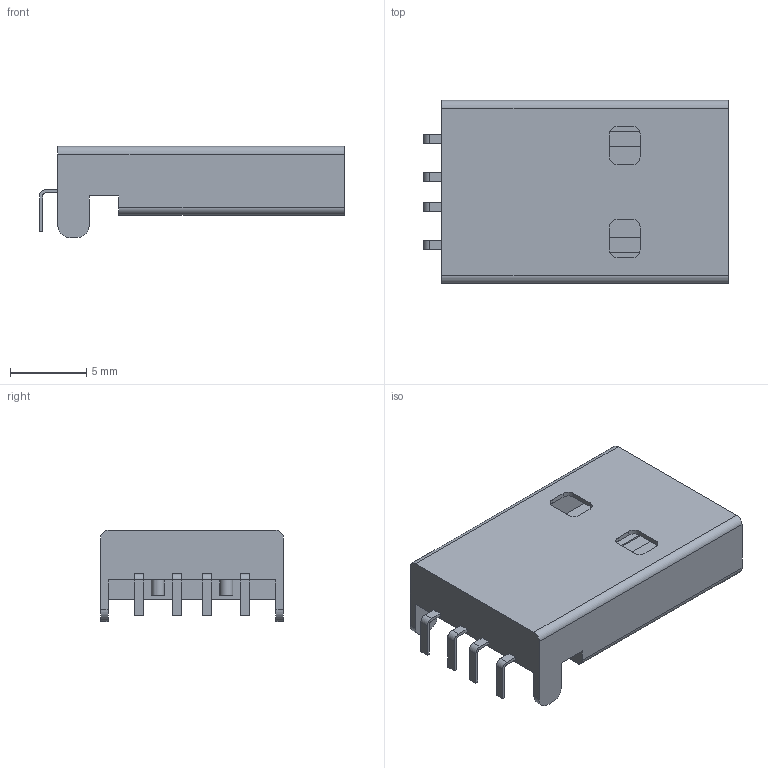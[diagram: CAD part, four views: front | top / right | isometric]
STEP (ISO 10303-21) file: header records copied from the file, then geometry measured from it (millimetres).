
FILE_DESCRIPTION( ( 'Unknown' ), '1' );
FILE_NAME( 'USB_A_Plug_China_Horizontal.step', 'Unknown', ( 'Unknown' ), ( 'Unknown' ), 'PSStep 15.0.49', 'Unknown', ' ' );
FILE_SCHEMA( ( 'AUTOMOTIVE_DESIGN { 1 0 10303 214 1 1 1 1 }' ) );
Length unit declared in the file: millimetre
Products named in the file (1): 1
Bounding box: 20 x 12 x 5.98 mm (x, y, z)
Volume: 553.2 mm3; surface area: 1095.2 mm2
Topology: 1 solids, 1 shells, 105 faces, 288 edges, 192 vertices
Faces by surface type: plane 75, cylinder 30
Full cylindrical faces by diameter (mm): 0.85 x2
Entity records: 4176 total; most frequent: CARTESIAN_POINT 584, ORIENTED_EDGE 572, DIRECTION 558, EDGE_CURVE 286, LINE 226, VECTOR 226, VERTEX_POINT 192, AXIS2_PLACEMENT_3D 166
